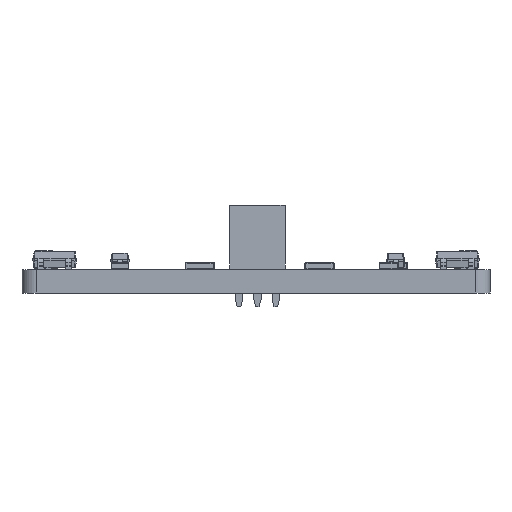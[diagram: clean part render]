
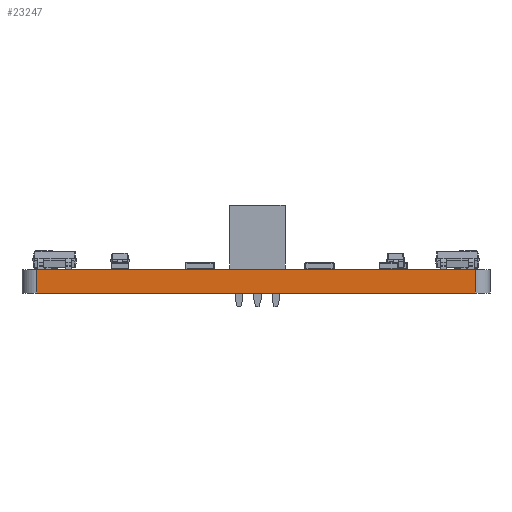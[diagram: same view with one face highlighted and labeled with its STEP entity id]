
A CAD part, left-side view. The second image highlights one B-rep face of the part: STEP entity #23247.
In plain terms, the highlighted planar face has unit normal (-1, 0, 0).
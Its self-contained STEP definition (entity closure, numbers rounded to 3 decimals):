
#22001 = PLANE('',#22002);
#22002 = AXIS2_PLACEMENT_3D('',#22003,#22004,#22005);
#22003 = CARTESIAN_POINT('',(221.5,-84.875,1.6));
#22004 = DIRECTION('',(0.,0.,1.));
#22005 = DIRECTION('',(1.,0.,0.));
#22029 = CYLINDRICAL_SURFACE('',#22030,1.);
#22030 = AXIS2_PLACEMENT_3D('',#22031,#22032,#22033);
#22031 = CARTESIAN_POINT('',(203.25,-69.75,0.));
#22032 = DIRECTION('',(0.,0.,-1.));
#22033 = DIRECTION('',(1.,0.,0.));
#22055 = PLANE('',#22056);
#22056 = AXIS2_PLACEMENT_3D('',#22057,#22058,#22059);
#22057 = CARTESIAN_POINT('',(221.5,-84.875,0.));
#22058 = DIRECTION('',(0.,0.,1.));
#22059 = DIRECTION('',(1.,0.,0.));
#22150 = VERTEX_POINT('',#22151);
#22151 = CARTESIAN_POINT('',(202.25,-69.75,1.6));
#22173 = EDGE_CURVE('',#22174,#22150,#22176,.T.);
#22174 = VERTEX_POINT('',#22175);
#22175 = CARTESIAN_POINT('',(202.25,-69.75,0.));
#22176 = SURFACE_CURVE('',#22177,(#22181,#22188),.PCURVE_S1.);
#22177 = LINE('',#22178,#22179);
#22178 = CARTESIAN_POINT('',(202.25,-69.75,0.));
#22179 = VECTOR('',#22180,1.);
#22180 = DIRECTION('',(0.,0.,1.));
#22181 = PCURVE('',#22029,#22182);
#22182 = DEFINITIONAL_REPRESENTATION('',(#22183),#22187);
#22183 = LINE('',#22184,#22185);
#22184 = CARTESIAN_POINT('',(-3.142,0.));
#22185 = VECTOR('',#22186,1.);
#22186 = DIRECTION('',(0.,-1.));
#22187 = ( GEOMETRIC_REPRESENTATION_CONTEXT(2) 
PARAMETRIC_REPRESENTATION_CONTEXT() REPRESENTATION_CONTEXT('2D SPACE',''
  ) );
#22188 = PCURVE('',#22189,#22194);
#22189 = PLANE('',#22190);
#22190 = AXIS2_PLACEMENT_3D('',#22191,#22192,#22193);
#22191 = CARTESIAN_POINT('',(202.25,-69.75,0.));
#22192 = DIRECTION('',(1.,0.,0.));
#22193 = DIRECTION('',(0.,-1.,0.));
#22194 = DEFINITIONAL_REPRESENTATION('',(#22195),#22199);
#22195 = LINE('',#22196,#22197);
#22196 = CARTESIAN_POINT('',(0.,0.));
#22197 = VECTOR('',#22198,1.);
#22198 = DIRECTION('',(0.,-1.));
#22199 = ( GEOMETRIC_REPRESENTATION_CONTEXT(2) 
PARAMETRIC_REPRESENTATION_CONTEXT() REPRESENTATION_CONTEXT('2D SPACE',''
  ) );
#22228 = EDGE_CURVE('',#22174,#22229,#22231,.T.);
#22229 = VERTEX_POINT('',#22230);
#22230 = CARTESIAN_POINT('',(202.25,-100.,0.));
#22231 = SURFACE_CURVE('',#22232,(#22236,#22243),.PCURVE_S1.);
#22232 = LINE('',#22233,#22234);
#22233 = CARTESIAN_POINT('',(202.25,-69.75,0.));
#22234 = VECTOR('',#22235,1.);
#22235 = DIRECTION('',(0.,-1.,0.));
#22236 = PCURVE('',#22055,#22237);
#22237 = DEFINITIONAL_REPRESENTATION('',(#22238),#22242);
#22238 = LINE('',#22239,#22240);
#22239 = CARTESIAN_POINT('',(-19.25,15.125));
#22240 = VECTOR('',#22241,1.);
#22241 = DIRECTION('',(0.,-1.));
#22242 = ( GEOMETRIC_REPRESENTATION_CONTEXT(2) 
PARAMETRIC_REPRESENTATION_CONTEXT() REPRESENTATION_CONTEXT('2D SPACE',''
  ) );
#22243 = PCURVE('',#22189,#22244);
#22244 = DEFINITIONAL_REPRESENTATION('',(#22245),#22249);
#22245 = LINE('',#22246,#22247);
#22246 = CARTESIAN_POINT('',(0.,0.));
#22247 = VECTOR('',#22248,1.);
#22248 = DIRECTION('',(1.,0.));
#22249 = ( GEOMETRIC_REPRESENTATION_CONTEXT(2) 
PARAMETRIC_REPRESENTATION_CONTEXT() REPRESENTATION_CONTEXT('2D SPACE',''
  ) );
#22268 = CYLINDRICAL_SURFACE('',#22269,1.);
#22269 = AXIS2_PLACEMENT_3D('',#22270,#22271,#22272);
#22270 = CARTESIAN_POINT('',(203.25,-100.,0.));
#22271 = DIRECTION('',(0.,0.,-1.));
#22272 = DIRECTION('',(1.,0.,0.));
#22767 = EDGE_CURVE('',#22150,#22768,#22770,.T.);
#22768 = VERTEX_POINT('',#22769);
#22769 = CARTESIAN_POINT('',(202.25,-100.,1.6));
#22770 = SURFACE_CURVE('',#22771,(#22775,#22782),.PCURVE_S1.);
#22771 = LINE('',#22772,#22773);
#22772 = CARTESIAN_POINT('',(202.25,-69.75,1.6));
#22773 = VECTOR('',#22774,1.);
#22774 = DIRECTION('',(0.,-1.,0.));
#22775 = PCURVE('',#22001,#22776);
#22776 = DEFINITIONAL_REPRESENTATION('',(#22777),#22781);
#22777 = LINE('',#22778,#22779);
#22778 = CARTESIAN_POINT('',(-19.25,15.125));
#22779 = VECTOR('',#22780,1.);
#22780 = DIRECTION('',(0.,-1.));
#22781 = ( GEOMETRIC_REPRESENTATION_CONTEXT(2) 
PARAMETRIC_REPRESENTATION_CONTEXT() REPRESENTATION_CONTEXT('2D SPACE',''
  ) );
#22782 = PCURVE('',#22189,#22783);
#22783 = DEFINITIONAL_REPRESENTATION('',(#22784),#22788);
#22784 = LINE('',#22785,#22786);
#22785 = CARTESIAN_POINT('',(0.,-1.6));
#22786 = VECTOR('',#22787,1.);
#22787 = DIRECTION('',(1.,0.));
#22788 = ( GEOMETRIC_REPRESENTATION_CONTEXT(2) 
PARAMETRIC_REPRESENTATION_CONTEXT() REPRESENTATION_CONTEXT('2D SPACE',''
  ) );
#23247 = ADVANCED_FACE('',(#23248),#22189,.F.);
#23248 = FACE_BOUND('',#23249,.F.);
#23249 = EDGE_LOOP('',(#23250,#23251,#23252,#23273));
#23250 = ORIENTED_EDGE('',*,*,#22173,.T.);
#23251 = ORIENTED_EDGE('',*,*,#22767,.T.);
#23252 = ORIENTED_EDGE('',*,*,#23253,.F.);
#23253 = EDGE_CURVE('',#22229,#22768,#23254,.T.);
#23254 = SURFACE_CURVE('',#23255,(#23259,#23266),.PCURVE_S1.);
#23255 = LINE('',#23256,#23257);
#23256 = CARTESIAN_POINT('',(202.25,-100.,0.));
#23257 = VECTOR('',#23258,1.);
#23258 = DIRECTION('',(0.,0.,1.));
#23259 = PCURVE('',#22189,#23260);
#23260 = DEFINITIONAL_REPRESENTATION('',(#23261),#23265);
#23261 = LINE('',#23262,#23263);
#23262 = CARTESIAN_POINT('',(30.25,0.));
#23263 = VECTOR('',#23264,1.);
#23264 = DIRECTION('',(0.,-1.));
#23265 = ( GEOMETRIC_REPRESENTATION_CONTEXT(2) 
PARAMETRIC_REPRESENTATION_CONTEXT() REPRESENTATION_CONTEXT('2D SPACE',''
  ) );
#23266 = PCURVE('',#22268,#23267);
#23267 = DEFINITIONAL_REPRESENTATION('',(#23268),#23272);
#23268 = LINE('',#23269,#23270);
#23269 = CARTESIAN_POINT('',(-3.142,0.));
#23270 = VECTOR('',#23271,1.);
#23271 = DIRECTION('',(0.,-1.));
#23272 = ( GEOMETRIC_REPRESENTATION_CONTEXT(2) 
PARAMETRIC_REPRESENTATION_CONTEXT() REPRESENTATION_CONTEXT('2D SPACE',''
  ) );
#23273 = ORIENTED_EDGE('',*,*,#22228,.F.);
